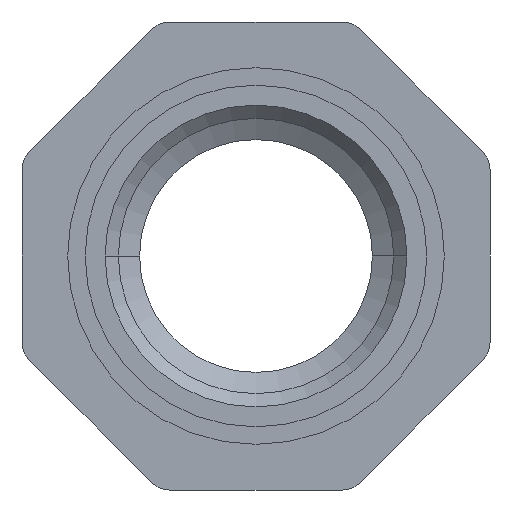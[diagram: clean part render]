
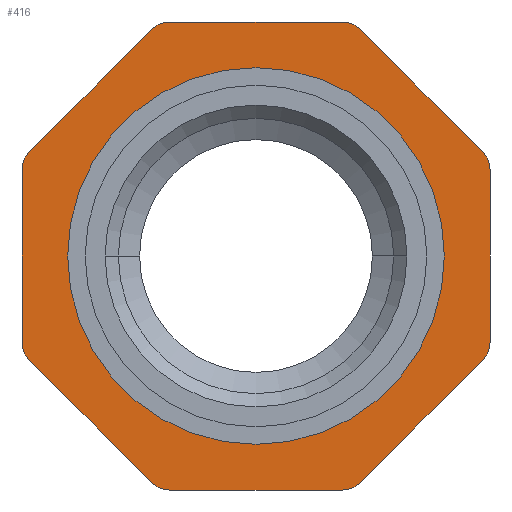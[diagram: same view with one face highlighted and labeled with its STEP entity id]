
A CAD part, left-side view. The second image highlights one B-rep face of the part: STEP entity #416.
In plain terms, the highlighted planar face has unit normal (-1, 0, 0).
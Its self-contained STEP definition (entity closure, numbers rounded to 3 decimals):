
#214 = EDGE_CURVE( '', #428, #280, #610, .T. );
#220 = EDGE_CURVE( '', #536, #486, #617, .T. );
#226 = VERTEX_POINT( '', #623 );
#228 = VERTEX_POINT( '', #625 );
#244 = EDGE_CURVE( '', #378, #536, #644, .T. );
#266 = VERTEX_POINT( '', #667 );
#280 = VERTEX_POINT( '', #681 );
#284 = EDGE_CURVE( '', #280, #452, #685, .T. );
#288 = EDGE_CURVE( '', #486, #428, #689, .T. );
#318 = VERTEX_POINT( '', #720 );
#320 = EDGE_CURVE( '', #226, #480, #722, .T. );
#326 = EDGE_CURVE( '', #386, #540, #729, .T. );
#344 = EDGE_CURVE( '', #540, #378, #749, .T. );
#356 = EDGE_CURVE( '', #456, #550, #762, .T. );
#376 = EDGE_CURVE( '', #544, #318, #785, .T. );
#378 = VERTEX_POINT( '', #787 );
#386 = VERTEX_POINT( '', #795 );
#390 = EDGE_CURVE( '', #550, #456, #799, .T. );
#416 = ADVANCED_FACE( '', ( #826, #827 ), #828, .T. );
#424 = EDGE_CURVE( '', #318, #228, #841, .T. );
#426 = EDGE_CURVE( '', #452, #266, #843, .T. );
#428 = VERTEX_POINT( '', #845 );
#452 = VERTEX_POINT( '', #872 );
#454 = EDGE_CURVE( '', #480, #542, #874, .T. );
#456 = VERTEX_POINT( '', #876 );
#464 = EDGE_CURVE( '', #266, #478, #886, .T. );
#478 = VERTEX_POINT( '', #903 );
#480 = VERTEX_POINT( '', #905 );
#486 = VERTEX_POINT( '', #913 );
#504 = EDGE_CURVE( '', #478, #544, #933, .T. );
#524 = EDGE_CURVE( '', #228, #226, #956, .T. );
#536 = VERTEX_POINT( '', #969 );
#540 = VERTEX_POINT( '', #973 );
#542 = VERTEX_POINT( '', #975 );
#544 = VERTEX_POINT( '', #977 );
#550 = VERTEX_POINT( '', #984 );
#586 = EDGE_CURVE( '', #542, #386, #1025, .T. );
#610 = CIRCLE( '', #1041, 2.3 );
#617 = CIRCLE( '', #1051, 2.3 );
#623 = CARTESIAN_POINT( '', ( -48.75, -7.539, -20.5 ) );
#625 = CARTESIAN_POINT( '', ( -48.75, 7.539, -20.5 ) );
#644 = LINE( '', #1087, #1088 );
#667 = CARTESIAN_POINT( '', ( -48.75, 20.5, 7.539 ) );
#681 = CARTESIAN_POINT( '', ( -48.75, 9.165, 19.826 ) );
#685 = LINE( '', #1148, #1149 );
#689 = LINE( '', #1156, #1157 );
#720 = CARTESIAN_POINT( '', ( -48.75, 9.165, -19.826 ) );
#722 = CIRCLE( '', #1204, 2.3 );
#729 = LINE( '', #1212, #1213 );
#749 = CIRCLE( '', #1240, 2.3 );
#762 = CIRCLE( '', #1260, 16.5 );
#785 = LINE( '', #1292, #1293 );
#787 = CARTESIAN_POINT( '', ( -48.75, -19.826, 9.165 ) );
#795 = CARTESIAN_POINT( '', ( -48.75, -20.5, -7.539 ) );
#799 = CIRCLE( '', #1313, 16.5 );
#826 = FACE_OUTER_BOUND( '', #1347, .T. );
#827 = FACE_BOUND( '', #1348, .T. );
#828 = PLANE( '', #1349 );
#841 = CIRCLE( '', #1363, 2.3 );
#843 = CIRCLE( '', #1366, 2.3 );
#845 = CARTESIAN_POINT( '', ( -48.75, 7.539, 20.5 ) );
#872 = CARTESIAN_POINT( '', ( -48.75, 19.826, 9.165 ) );
#874 = LINE( '', #1407, #1408 );
#876 = CARTESIAN_POINT( '', ( -48.75, -16.5, 0. ) );
#886 = LINE( '', #1422, #1423 );
#903 = CARTESIAN_POINT( '', ( -48.75, 20.5, -7.539 ) );
#905 = CARTESIAN_POINT( '', ( -48.75, -9.165, -19.826 ) );
#913 = CARTESIAN_POINT( '', ( -48.75, -7.539, 20.5 ) );
#933 = CIRCLE( '', #1476, 2.3 );
#956 = LINE( '', #1505, #1506 );
#969 = CARTESIAN_POINT( '', ( -48.75, -9.165, 19.826 ) );
#973 = CARTESIAN_POINT( '', ( -48.75, -20.5, 7.539 ) );
#975 = CARTESIAN_POINT( '', ( -48.75, -19.826, -9.165 ) );
#977 = CARTESIAN_POINT( '', ( -48.75, 19.826, -9.165 ) );
#984 = CARTESIAN_POINT( '', ( -48.75, 16.5, 0. ) );
#1025 = CIRCLE( '', #1592, 2.3 );
#1041 = AXIS2_PLACEMENT_3D( '', #1605, #1606, #1607 );
#1051 = AXIS2_PLACEMENT_3D( '', #1617, #1618, #1619 );
#1087 = CARTESIAN_POINT( '', ( -48.75, -6.351, 22.64 ) );
#1088 = VECTOR( '', #1645, 1. );
#1148 = CARTESIAN_POINT( '', ( -48.75, 22.64, 6.351 ) );
#1149 = VECTOR( '', #1678, 1. );
#1156 = CARTESIAN_POINT( '', ( -48.75, 14.728, 20.5 ) );
#1157 = VECTOR( '', #1680, 1. );
#1204 = AXIS2_PLACEMENT_3D( '', #1703, #1704, #1705 );
#1212 = CARTESIAN_POINT( '', ( -48.75, -20.5, 3.769 ) );
#1213 = VECTOR( '', #1714, 1. );
#1240 = AXIS2_PLACEMENT_3D( '', #1739, #1740, #1741 );
#1260 = AXIS2_PLACEMENT_3D( '', #1758, #1759, #1760 );
#1292 = CARTESIAN_POINT( '', ( -48.75, 17.31, -11.682 ) );
#1293 = VECTOR( '', #1789, 1. );
#1313 = AXIS2_PLACEMENT_3D( '', #1795, #1796, #1797 );
#1347 = EDGE_LOOP( '', ( #1818, #1819, #1820, #1821, #1822, #1823, #1824, #1825, #1826, #1827, #1828, #1829, #1830, #1831, #1832, #1833 ) );
#1348 = EDGE_LOOP( '', ( #1834, #1835 ) );
#1349 = AXIS2_PLACEMENT_3D( '', #1836, #1837, #1838 );
#1363 = AXIS2_PLACEMENT_3D( '', #1863, #1864, #1865 );
#1366 = AXIS2_PLACEMENT_3D( '', #1866, #1867, #1868 );
#1407 = CARTESIAN_POINT( '', ( -48.75, -11.682, -17.31 ) );
#1408 = VECTOR( '', #1905, 1. );
#1422 = CARTESIAN_POINT( '', ( -48.75, 20.5, -3.769 ) );
#1423 = VECTOR( '', #1931, 1. );
#1476 = AXIS2_PLACEMENT_3D( '', #1997, #1998, #1999 );
#1505 = CARTESIAN_POINT( '', ( -48.75, 7.189, -20.5 ) );
#1506 = VECTOR( '', #2029, 1. );
#1592 = AXIS2_PLACEMENT_3D( '', #2109, #2110, #2111 );
#1605 = CARTESIAN_POINT( '', ( -48.75, 7.539, 18.2 ) );
#1606 = DIRECTION( '', ( -1., 0., 0. ) );
#1607 = DIRECTION( '', ( 0., 0.707, 0.707 ) );
#1617 = CARTESIAN_POINT( '', ( -48.75, -7.539, 18.2 ) );
#1618 = DIRECTION( '', ( -1., 0., 0. ) );
#1619 = DIRECTION( '', ( 0., 0., 1. ) );
#1645 = DIRECTION( '', ( 0., 0.707, 0.707 ) );
#1678 = DIRECTION( '', ( 0., 0.707, -0.707 ) );
#1680 = DIRECTION( '', ( 0., 1., 0. ) );
#1703 = CARTESIAN_POINT( '', ( -48.75, -7.539, -18.2 ) );
#1704 = DIRECTION( '', ( -1., 0., 0. ) );
#1705 = DIRECTION( '', ( 0., -0.707, -0.707 ) );
#1714 = DIRECTION( '', ( 0., 0., 1. ) );
#1739 = CARTESIAN_POINT( '', ( -48.75, -18.2, 7.539 ) );
#1740 = DIRECTION( '', ( -1., 0., 0. ) );
#1741 = DIRECTION( '', ( 0., -0.707, 0.707 ) );
#1758 = CARTESIAN_POINT( '', ( -48.75, 0., 0. ) );
#1759 = DIRECTION( '', ( -1., 0., 0. ) );
#1760 = DIRECTION( '', ( 0., 1., 0. ) );
#1789 = DIRECTION( '', ( 0., -0.707, -0.707 ) );
#1795 = CARTESIAN_POINT( '', ( -48.75, 0., 0. ) );
#1796 = DIRECTION( '', ( -1., 0., 0. ) );
#1797 = DIRECTION( '', ( 0., 1., 0. ) );
#1818 = ORIENTED_EDGE( '', *, *, #288, .T. );
#1819 = ORIENTED_EDGE( '', *, *, #214, .T. );
#1820 = ORIENTED_EDGE( '', *, *, #284, .T. );
#1821 = ORIENTED_EDGE( '', *, *, #426, .T. );
#1822 = ORIENTED_EDGE( '', *, *, #464, .T. );
#1823 = ORIENTED_EDGE( '', *, *, #504, .T. );
#1824 = ORIENTED_EDGE( '', *, *, #376, .T. );
#1825 = ORIENTED_EDGE( '', *, *, #424, .T. );
#1826 = ORIENTED_EDGE( '', *, *, #524, .T. );
#1827 = ORIENTED_EDGE( '', *, *, #320, .T. );
#1828 = ORIENTED_EDGE( '', *, *, #454, .T. );
#1829 = ORIENTED_EDGE( '', *, *, #586, .T. );
#1830 = ORIENTED_EDGE( '', *, *, #326, .T. );
#1831 = ORIENTED_EDGE( '', *, *, #344, .T. );
#1832 = ORIENTED_EDGE( '', *, *, #244, .T. );
#1833 = ORIENTED_EDGE( '', *, *, #220, .T. );
#1834 = ORIENTED_EDGE( '', *, *, #390, .F. );
#1835 = ORIENTED_EDGE( '', *, *, #356, .F. );
#1836 = CARTESIAN_POINT( '', ( -48.75, 21.917, 0. ) );
#1837 = DIRECTION( '', ( -1., 0., 0. ) );
#1838 = DIRECTION( '', ( 0., 1., 0. ) );
#1863 = CARTESIAN_POINT( '', ( -48.75, 7.539, -18.2 ) );
#1864 = DIRECTION( '', ( -1., 0., 0. ) );
#1865 = DIRECTION( '', ( 0., 0., -1. ) );
#1866 = CARTESIAN_POINT( '', ( -48.75, 18.2, 7.539 ) );
#1867 = DIRECTION( '', ( -1., 0., 0. ) );
#1868 = DIRECTION( '', ( 0., 1., 0. ) );
#1905 = DIRECTION( '', ( 0., -0.707, 0.707 ) );
#1931 = DIRECTION( '', ( 0., 0., -1. ) );
#1997 = CARTESIAN_POINT( '', ( -48.75, 18.2, -7.539 ) );
#1998 = DIRECTION( '', ( -1., 0., 0. ) );
#1999 = DIRECTION( '', ( 0., 0.707, -0.707 ) );
#2029 = DIRECTION( '', ( 0., -1., 0. ) );
#2109 = CARTESIAN_POINT( '', ( -48.75, -18.2, -7.539 ) );
#2110 = DIRECTION( '', ( -1., 0., 0. ) );
#2111 = DIRECTION( '', ( 0., -1., 0. ) );
